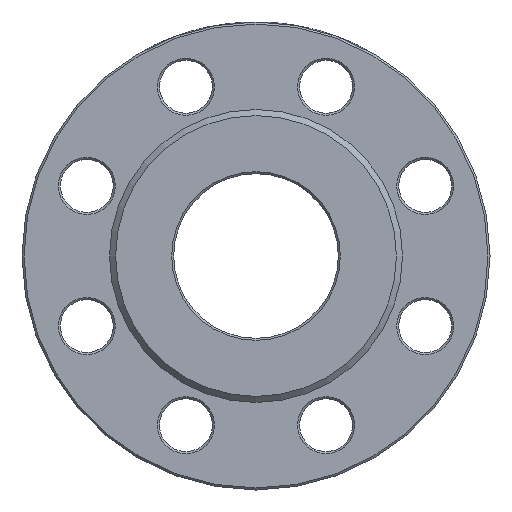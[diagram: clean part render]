
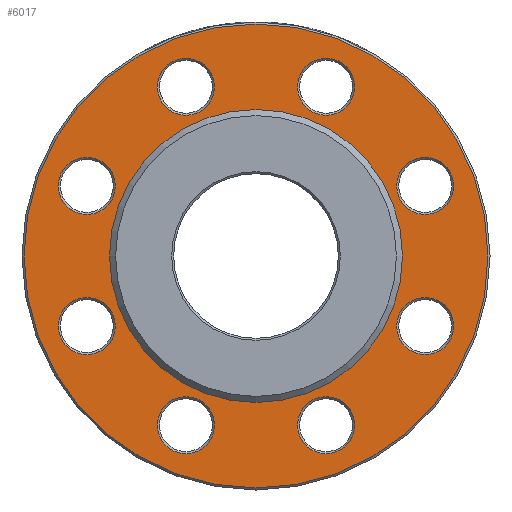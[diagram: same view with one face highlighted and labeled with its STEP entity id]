
A CAD part, left-side view. The second image highlights one B-rep face of the part: STEP entity #6017.
In plain terms, the highlighted planar face has unit normal (-1, 0, 0).
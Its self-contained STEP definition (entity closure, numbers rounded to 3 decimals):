
#80 = CARTESIAN_POINT ( 'NONE',  ( 3., -93.049, -24.542 ) ) ;
#117 = CIRCLE ( 'NONE', #1917, 14. ) ;
#148 = FACE_BOUND ( 'NONE', #3005, .T. ) ;
#163 = AXIS2_PLACEMENT_3D ( 'NONE', #3323, #675, #4883 ) ;
#401 = DIRECTION ( 'NONE',  ( -1., 0., 0. ) ) ;
#448 = EDGE_LOOP ( 'NONE', ( #2569 ) ) ;
#555 = ORIENTED_EDGE ( 'NONE', *, *, #1514, .T. ) ;
#636 = FACE_BOUND ( 'NONE', #1754, .T. ) ;
#644 = VERTEX_POINT ( 'NONE', #4350 ) ;
#675 = DIRECTION ( 'NONE',  ( 1., 0., 0. ) ) ;
#684 = CARTESIAN_POINT ( 'NONE',  ( 3., -24.542, 93.049 ) ) ;
#715 = FACE_OUTER_BOUND ( 'NONE', #448, .T. ) ;
#725 = CARTESIAN_POINT ( 'NONE',  ( 3., 0., 0. ) ) ;
#782 = EDGE_CURVE ( 'NONE', #2687, #2687, #3829, .T. ) ;
#794 = DIRECTION ( 'NONE',  ( 1., 0., 0. ) ) ;
#947 = DIRECTION ( 'NONE',  ( 1., 0., 0. ) ) ;
#956 = EDGE_CURVE ( 'NONE', #6438, #6438, #2263, .T. ) ;
#1030 = CARTESIAN_POINT ( 'NONE',  ( 3., 0., 0. ) ) ;
#1053 = CIRCLE ( 'NONE', #5013, 14. ) ;
#1055 = DIRECTION ( 'NONE',  ( 0., 1., 0. ) ) ;
#1132 = AXIS2_PLACEMENT_3D ( 'NONE', #2004, #947, #3172 ) ;
#1237 = FACE_BOUND ( 'NONE', #4259, .T. ) ;
#1256 = ORIENTED_EDGE ( 'NONE', *, *, #5497, .T. ) ;
#1307 = DIRECTION ( 'NONE',  ( 1., 0., 0. ) ) ;
#1341 = CARTESIAN_POINT ( 'NONE',  ( 3., 24.542, -93.049 ) ) ;
#1386 = DIRECTION ( 'NONE',  ( 0., 0., -1. ) ) ;
#1392 = AXIS2_PLACEMENT_3D ( 'NONE', #2977, #1307, #6681 ) ;
#1514 = EDGE_CURVE ( 'NONE', #644, #644, #6328, .T. ) ;
#1609 = CIRCLE ( 'NONE', #1392, 14. ) ;
#1620 = FACE_BOUND ( 'NONE', #4874, .T. ) ;
#1728 = FACE_BOUND ( 'NONE', #3572, .T. ) ;
#1754 = EDGE_LOOP ( 'NONE', ( #1863 ) ) ;
#1766 = FACE_BOUND ( 'NONE', #1830, .T. ) ;
#1822 = EDGE_CURVE ( 'NONE', #5984, #5984, #2700, .T. ) ;
#1830 = EDGE_LOOP ( 'NONE', ( #2823 ) ) ;
#1838 = EDGE_LOOP ( 'NONE', ( #2578 ) ) ;
#1863 = ORIENTED_EDGE ( 'NONE', *, *, #2250, .T. ) ;
#1917 = AXIS2_PLACEMENT_3D ( 'NONE', #5371, #3214, #6992 ) ;
#1977 = VERTEX_POINT ( 'NONE', #3501 ) ;
#1986 = DIRECTION ( 'NONE',  ( 0., 0., 1. ) ) ;
#2004 = CARTESIAN_POINT ( 'NONE',  ( 3., -83.149, -34.442 ) ) ;
#2086 = CARTESIAN_POINT ( 'NONE',  ( 3., 93.049, 24.542 ) ) ;
#2250 = EDGE_CURVE ( 'NONE', #6936, #6936, #6898, .T. ) ;
#2263 = CIRCLE ( 'NONE', #3393, 72. ) ;
#2297 = FACE_BOUND ( 'NONE', #4738, .T. ) ;
#2333 = ORIENTED_EDGE ( 'NONE', *, *, #4887, .T. ) ;
#2345 = DIRECTION ( 'NONE',  ( 0., 0., -1. ) ) ;
#2484 = CIRCLE ( 'NONE', #4511, 114. ) ;
#2512 = CARTESIAN_POINT ( 'NONE',  ( 3., 48.442, 83.149 ) ) ;
#2547 = CARTESIAN_POINT ( 'NONE',  ( 3., -34.442, 83.149 ) ) ;
#2569 = ORIENTED_EDGE ( 'NONE', *, *, #4155, .T. ) ;
#2578 = ORIENTED_EDGE ( 'NONE', *, *, #5024, .T. ) ;
#2687 = VERTEX_POINT ( 'NONE', #4925 ) ;
#2700 = CIRCLE ( 'NONE', #1132, 14. ) ;
#2823 = ORIENTED_EDGE ( 'NONE', *, *, #782, .T. ) ;
#2881 = DIRECTION ( 'NONE',  ( -1., 0., 0. ) ) ;
#2941 = ORIENTED_EDGE ( 'NONE', *, *, #3792, .T. ) ;
#2977 = CARTESIAN_POINT ( 'NONE',  ( 3., 34.442, -83.149 ) ) ;
#3005 = EDGE_LOOP ( 'NONE', ( #1256 ) ) ;
#3054 = AXIS2_PLACEMENT_3D ( 'NONE', #3444, #794, #1386 ) ;
#3172 = DIRECTION ( 'NONE',  ( 0., -0.707, 0.707 ) ) ;
#3214 = DIRECTION ( 'NONE',  ( 1., 0., 0. ) ) ;
#3323 = CARTESIAN_POINT ( 'NONE',  ( 3., 72., 0. ) ) ;
#3366 = VERTEX_POINT ( 'NONE', #2512 ) ;
#3373 = ORIENTED_EDGE ( 'NONE', *, *, #956, .F. ) ;
#3393 = AXIS2_PLACEMENT_3D ( 'NONE', #1030, #401, #1986 ) ;
#3444 = CARTESIAN_POINT ( 'NONE',  ( 3., 83.149, -34.442 ) ) ;
#3501 = CARTESIAN_POINT ( 'NONE',  ( 3., -48.442, -83.149 ) ) ;
#3537 = VERTEX_POINT ( 'NONE', #4997 ) ;
#3572 = EDGE_LOOP ( 'NONE', ( #3373 ) ) ;
#3620 = AXIS2_PLACEMENT_3D ( 'NONE', #4167, #6920, #6324 ) ;
#3779 = PLANE ( 'NONE',  #163 ) ;
#3792 = EDGE_CURVE ( 'NONE', #1977, #1977, #117, .T. ) ;
#3829 = CIRCLE ( 'NONE', #3054, 14. ) ;
#3881 = DIRECTION ( 'NONE',  ( 0., 0., 1. ) ) ;
#3963 = AXIS2_PLACEMENT_3D ( 'NONE', #6529, #5514, #3881 ) ;
#4155 = EDGE_CURVE ( 'NONE', #3537, #3537, #2484, .T. ) ;
#4167 = CARTESIAN_POINT ( 'NONE',  ( 3., 83.149, 34.442 ) ) ;
#4259 = EDGE_LOOP ( 'NONE', ( #2333 ) ) ;
#4350 = CARTESIAN_POINT ( 'NONE',  ( 3., -83.149, 48.442 ) ) ;
#4511 = AXIS2_PLACEMENT_3D ( 'NONE', #725, #2881, #2345 ) ;
#4708 = DIRECTION ( 'NONE',  ( 1., 0., 0. ) ) ;
#4738 = EDGE_LOOP ( 'NONE', ( #6515 ) ) ;
#4874 = EDGE_LOOP ( 'NONE', ( #555 ) ) ;
#4883 = DIRECTION ( 'NONE',  ( 0., 0., -1. ) ) ;
#4887 = EDGE_CURVE ( 'NONE', #3366, #3366, #6575, .T. ) ;
#4925 = CARTESIAN_POINT ( 'NONE',  ( 3., 83.149, -48.442 ) ) ;
#4992 = FACE_BOUND ( 'NONE', #5923, .T. ) ;
#4997 = CARTESIAN_POINT ( 'NONE',  ( 3., 0., -114. ) ) ;
#5013 = AXIS2_PLACEMENT_3D ( 'NONE', #2547, #6331, #5807 ) ;
#5024 = EDGE_CURVE ( 'NONE', #5526, #5526, #1053, .T. ) ;
#5371 = CARTESIAN_POINT ( 'NONE',  ( 3., -34.442, -83.149 ) ) ;
#5497 = EDGE_CURVE ( 'NONE', #6294, #6294, #1609, .T. ) ;
#5514 = DIRECTION ( 'NONE',  ( 1., 0., 0. ) ) ;
#5526 = VERTEX_POINT ( 'NONE', #684 ) ;
#5807 = DIRECTION ( 'NONE',  ( 0., 0.707, 0.707 ) ) ;
#5906 = CARTESIAN_POINT ( 'NONE',  ( 3., 34.442, 83.149 ) ) ;
#5923 = EDGE_LOOP ( 'NONE', ( #2941 ) ) ;
#5984 = VERTEX_POINT ( 'NONE', #80 ) ;
#6017 = ADVANCED_FACE ( 'NONE', ( #636, #1237, #6608, #1620, #2297, #4992, #148, #1766, #715, #1728 ), #3779, .F. ) ;
#6021 = AXIS2_PLACEMENT_3D ( 'NONE', #5906, #4708, #1055 ) ;
#6294 = VERTEX_POINT ( 'NONE', #1341 ) ;
#6324 = DIRECTION ( 'NONE',  ( 0., 0.707, -0.707 ) ) ;
#6328 = CIRCLE ( 'NONE', #3963, 14. ) ;
#6331 = DIRECTION ( 'NONE',  ( 1., 0., 0. ) ) ;
#6403 = CARTESIAN_POINT ( 'NONE',  ( 3., 0., 72. ) ) ;
#6438 = VERTEX_POINT ( 'NONE', #6403 ) ;
#6515 = ORIENTED_EDGE ( 'NONE', *, *, #1822, .T. ) ;
#6529 = CARTESIAN_POINT ( 'NONE',  ( 3., -83.149, 34.442 ) ) ;
#6575 = CIRCLE ( 'NONE', #6021, 14. ) ;
#6608 = FACE_BOUND ( 'NONE', #1838, .T. ) ;
#6681 = DIRECTION ( 'NONE',  ( 0., -0.707, -0.707 ) ) ;
#6898 = CIRCLE ( 'NONE', #3620, 14. ) ;
#6920 = DIRECTION ( 'NONE',  ( 1., 0., 0. ) ) ;
#6936 = VERTEX_POINT ( 'NONE', #2086 ) ;
#6992 = DIRECTION ( 'NONE',  ( 0., -1., 0. ) ) ;
